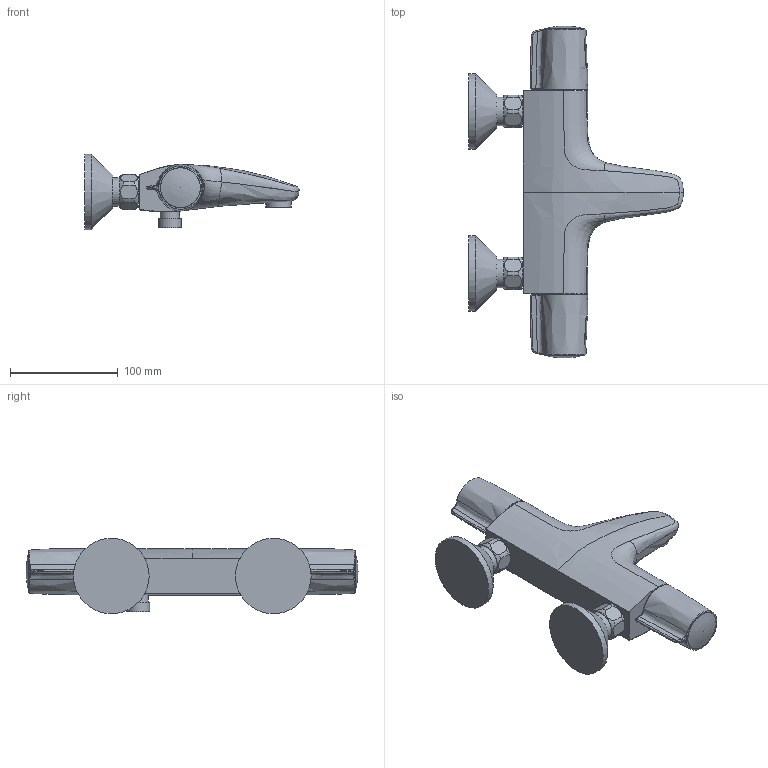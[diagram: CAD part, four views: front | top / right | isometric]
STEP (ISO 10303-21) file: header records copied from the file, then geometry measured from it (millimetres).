
FILE_DESCRIPTION(/* description */ ('Unknown'),/* implementation_level */ '2;1');
FILE_NAME(/* name */ '34227002',/* time_stamp */ '2022-09-01T17:39:22+02:00',/* author */ ('Unknown'),/* organization */ ('GROHE AG'),/* preprocessor_version */ 'ST-DEVELOPER v16.7',/* originating_system */ 'DEX',/* authorisation */ $);
FILE_SCHEMA (('AUTOMOTIVE_DESIGN {1 0 10303 214 3 1 1}'));
Length unit declared in the file: millimetre
Products named in the file (5): 34227002; id11; cad1521E90w8; g018EF51kjzr; SQUARE#75
Assembly tree (4 placements, depth 2):
  34227002
    id11
    cad1521E90w8
    g018EF51kjzr
    SQUARE#75
Bounding box: 198.51 x 307.41 x 70 mm (x, y, z)
Volume: 130281.8 mm3; surface area: 102232.5 mm2
Topology: 2 solids, 18 shells, 253 faces, 715 edges, 469 vertices
Faces by surface type: bspline 182, cylinder 31, plane 27, torus 8, cone 5
Full cylindrical faces by diameter (mm): 18 x1, 20.9 x2, 20.96 x1, 23.6 x1, 26.44 x2, 70 x2
Entity records: 23997 total; most frequent: CARTESIAN_POINT 18879, ORIENTED_EDGE 1212, EDGE_CURVE 687, DIRECTION 566, VERTEX_POINT 463, B_SPLINE_CURVE_WITH_KNOTS 418, FACE_BOUND 275, EDGE_LOOP 273
